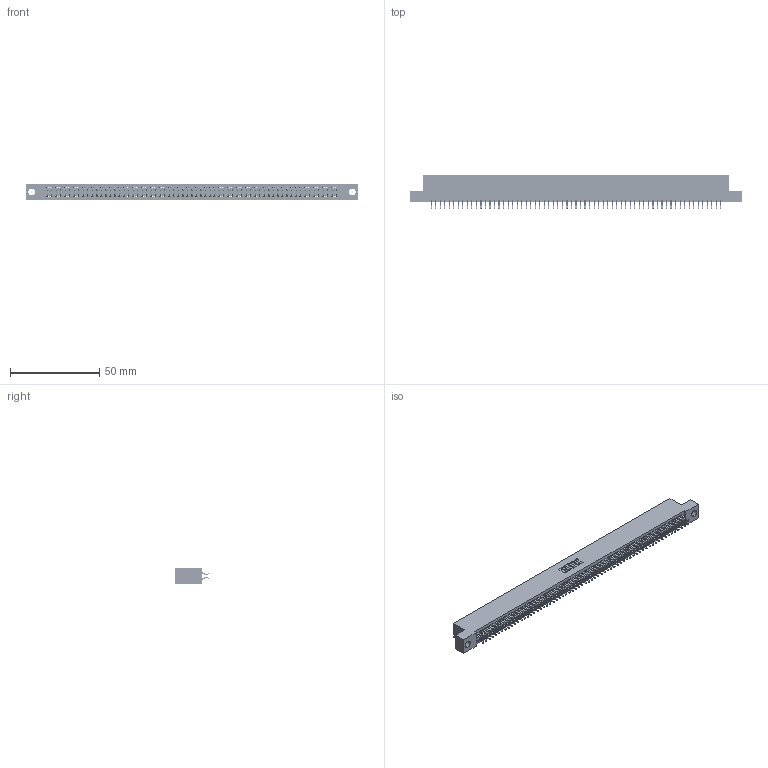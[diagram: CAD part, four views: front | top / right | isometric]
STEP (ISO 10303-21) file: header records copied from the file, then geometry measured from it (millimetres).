
FILE_DESCRIPTION (( 'STEP AP203' ), '1' );
FILE_NAME ('395-130-556-204.STEP', '2018-12-04T19:08:03', ( '' ), ( '' ), 'SwSTEP 2.0', 'SolidWorks 2016', '' );
FILE_SCHEMA (( 'CONFIG_CONTROL_DESIGN' ));
Length unit declared in the file: inch
Products named in the file (3): 345 Part_Flush Mounting Lugs - 0.156 Dia-TH; 395-130-556-204; 345-292-001_556 Tail
Assembly tree (131 placements, depth 2):
  395-130-556-204
    345 Part_Flush Mounting Lugs - 0.156 Dia-TH
    345-292-001_556 Tail  x130
Bounding box: 186.31 x 19.24 x 9.4 mm (x, y, z)
Volume: 18218.7 mm3; surface area: 27077.2 mm2
Topology: 131 solids, 131 shells, 7406 faces, 22051 edges, 14526 vertices
Faces by surface type: plane 4890, cylinder 2516
Entity records: 48127 total; most frequent: CARTESIAN_POINT 8060, ORIENTED_EDGE 7982, DIRECTION 7067, EDGE_CURVE 3991, LINE 3591, VECTOR 3591, VERTEX_POINT 2658, AXIS2_PLACEMENT_3D 1738
